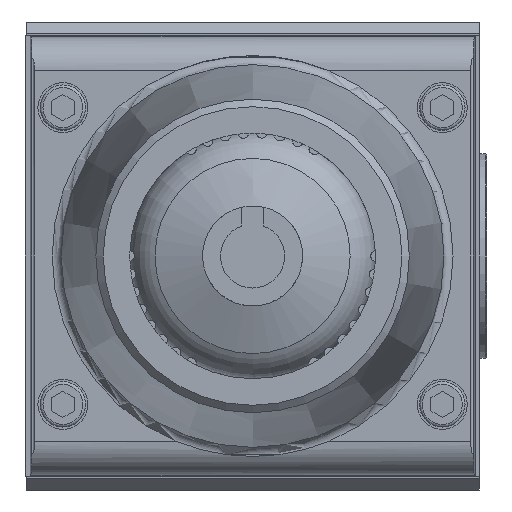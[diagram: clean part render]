
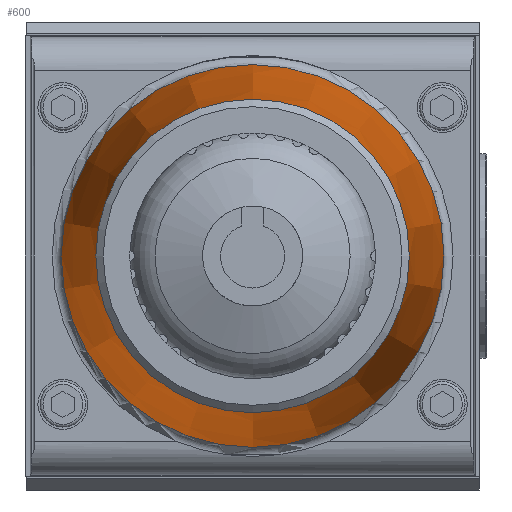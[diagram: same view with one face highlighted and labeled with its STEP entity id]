
A CAD part, front view. The second image highlights one B-rep face of the part: STEP entity #600.
In plain terms, the highlighted conical face has half-angle 5 degrees and reference radius 42.123 mm.
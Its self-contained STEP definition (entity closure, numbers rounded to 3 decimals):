
#600 = ADVANCED_FACE( '', ( #1648, #1649 ), #1650, .T. );
#1648 = FACE_BOUND( '', #2794, .T. );
#1649 = FACE_OUTER_BOUND( '', #2795, .T. );
#1650 = CONICAL_SURFACE( '', #2796, 42.123, 0.087 );
#2794 = EDGE_LOOP( '', ( #6409 ) );
#2795 = EDGE_LOOP( '', ( #6410 ) );
#2796 = AXIS2_PLACEMENT_3D( '', #6411, #6412, #6413 );
#6409 = ORIENTED_EDGE( '', *, *, #8167, .F. );
#6410 = ORIENTED_EDGE( '', *, *, #7995, .T. );
#6411 = CARTESIAN_POINT( '', ( 0., -1.826, 0. ) );
#6412 = DIRECTION( '', ( 0., 1., 0. ) );
#6413 = DIRECTION( '', ( 0., 0., 1. ) );
#7995 = EDGE_CURVE( '', #9949, #9949, #9950, .T. );
#8167 = EDGE_CURVE( '', #10204, #10204, #10205, .T. );
#9949 = VERTEX_POINT( '', #13641 );
#9950 = CIRCLE( '', #13642, 42.123 );
#10204 = VERTEX_POINT( '', #14160 );
#10205 = CIRCLE( '', #14161, 34.496 );
#13641 = CARTESIAN_POINT( '', ( 0., -1.826, -42.123 ) );
#13642 = AXIS2_PLACEMENT_3D( '', #16684, #16685, #16686 );
#14160 = CARTESIAN_POINT( '', ( 0., -89.006, -34.496 ) );
#14161 = AXIS2_PLACEMENT_3D( '', #16987, #16988, #16989 );
#16684 = CARTESIAN_POINT( '', ( 0., -1.826, 0. ) );
#16685 = DIRECTION( '', ( 0., -1., 0. ) );
#16686 = DIRECTION( '', ( 0., 0., -1. ) );
#16987 = CARTESIAN_POINT( '', ( 0., -89.006, 0. ) );
#16988 = DIRECTION( '', ( 0., -1., 0. ) );
#16989 = DIRECTION( '', ( 0., 0., -1. ) );
